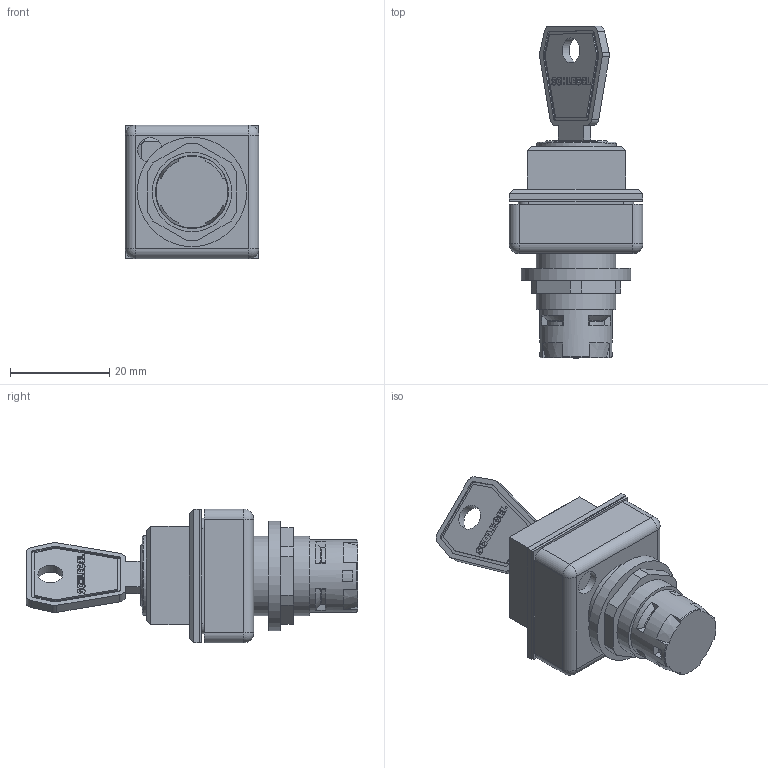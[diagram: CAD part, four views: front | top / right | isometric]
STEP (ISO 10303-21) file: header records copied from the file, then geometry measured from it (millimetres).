
FILE_DESCRIPTION(/* description */ (''),/* implementation_level */ '2;1');
FILE_NAME(/* name */ 'QXJSSA27E_.stp',/* time_stamp */ '2020-09-02T11:13:36+02:00',/* author */ ('thagel'),/* organization */ (''),/* preprocessor_version */ 'ST-DEVELOPER v17.2',/* originating_system */ 'Autodesk Inventor 2019',/* authorisation */ '');
FILE_SCHEMA (('AUTOMOTIVE_DESIGN { 1 0 10303 214 3 1 1 }'));
Length unit declared in the file: millimetre
Products named in the file (1): QXSSA27E_vereinfacht
Bounding box: 26.9 x 66.8 x 26.9 mm (x, y, z)
Volume: 17211 mm3; surface area: 8573.2 mm2
Topology: 1 solids, 5 shells, 888 faces, 2479 edges, 1620 vertices
Faces by surface type: plane 724, cylinder 100, sphere 22, cone 20, torus 14, bspline 8
Full cylindrical faces by diameter (mm): 5 x2, 12.9 x1, 13.05 x1, 14.65 x1, 16 x3, 16.15 x1, 16.25 x1, 16.5 x1, 19.5 x1, 22 x1
Entity records: 28821 total; most frequent: CARTESIAN_POINT 6085, ORIENTED_EDGE 4918, DIRECTION 4392, EDGE_CURVE 2459, LINE 2078, VECTOR 2078, VERTEX_POINT 1620, AXIS2_PLACEMENT_3D 1157
